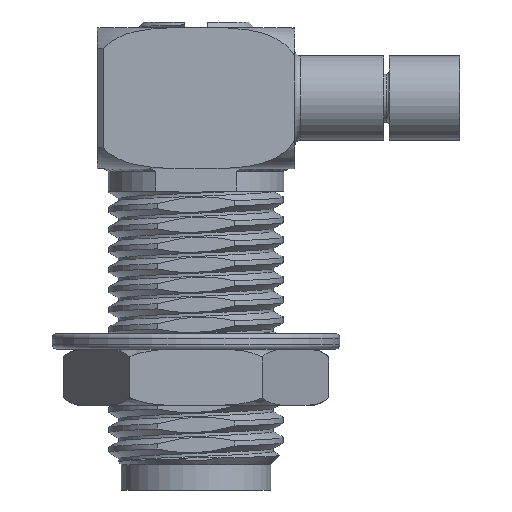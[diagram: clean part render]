
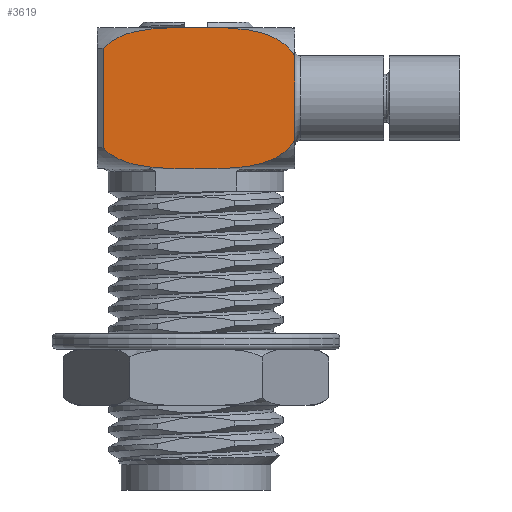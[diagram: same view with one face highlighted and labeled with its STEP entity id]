
A CAD part, left-side view. The second image highlights one B-rep face of the part: STEP entity #3619.
In plain terms, the highlighted planar face has unit normal (-1, 0, 0).
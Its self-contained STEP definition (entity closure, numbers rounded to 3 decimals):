
#126=PLANE('',#3947);
#263=B_SPLINE_CURVE_WITH_KNOTS('',3,(#18289,#18290,#18291,#18292,#18293,
#18294,#18295,#18296,#18297),.UNSPECIFIED.,.F.,.F.,(4,1,1,1,1,1,4),(0.014,
0.015,0.016,0.018,0.02,
0.02,0.021),.UNSPECIFIED.);
#267=B_SPLINE_CURVE_WITH_KNOTS('',3,(#18332,#18333,#18334,#18335,#18336,
#18337,#18338,#18339,#18340),.UNSPECIFIED.,.F.,.F.,(4,1,1,1,1,1,4),(0.014,
0.015,0.016,0.018,0.02,
0.02,0.021),.UNSPECIFIED.);
#378=LINE('',#18330,#558);
#379=LINE('',#18342,#559);
#558=VECTOR('',#4451,1000.);
#559=VECTOR('',#4454,1000.);
#1024=ORIENTED_EDGE('',*,*,#2039,.T.);
#1025=ORIENTED_EDGE('',*,*,#2040,.T.);
#1026=ORIENTED_EDGE('',*,*,#2031,.F.);
#1027=ORIENTED_EDGE('',*,*,#2038,.T.);
#2031=EDGE_CURVE('',#2526,#2527,#263,.T.);
#2038=EDGE_CURVE('',#2526,#2531,#378,.T.);
#2039=EDGE_CURVE('',#2531,#2532,#267,.T.);
#2040=EDGE_CURVE('',#2532,#2527,#379,.T.);
#2526=VERTEX_POINT('',#18288);
#2527=VERTEX_POINT('',#18298);
#2531=VERTEX_POINT('',#18329);
#2532=VERTEX_POINT('',#18341);
#2905=EDGE_LOOP('',(#1024,#1025,#1026,#1027));
#3226=FACE_BOUND('',#2905,.T.);
#3619=ADVANCED_FACE('',(#3226),#126,.F.);
#3947=AXIS2_PLACEMENT_3D('',#18331,#4452,#4453);
#4451=DIRECTION('',(0.,0.,1.));
#4452=DIRECTION('',(1.,0.,0.));
#4453=DIRECTION('',(0.,1.,0.));
#4454=DIRECTION('',(0.,0.,-1.));
#18288=CARTESIAN_POINT('',(-3.5,-3.5,-4.001));
#18289=CARTESIAN_POINT('',(-3.5,-3.5,-4.001));
#18290=CARTESIAN_POINT('',(-3.5,-3.345,-4.263));
#18291=CARTESIAN_POINT('',(-3.5,-2.863,-4.67));
#18292=CARTESIAN_POINT('',(-3.5,-1.685,-5.013));
#18293=CARTESIAN_POINT('',(-3.5,-0.177,-4.987));
#18294=CARTESIAN_POINT('',(-3.5,1.351,-5.023));
#18295=CARTESIAN_POINT('',(-3.5,2.548,-4.797));
#18296=CARTESIAN_POINT('',(-3.5,3.091,-4.483));
#18297=CARTESIAN_POINT('',(-3.5,3.3,-4.263));
#18298=CARTESIAN_POINT('',(-3.5,3.3,-4.263));
#18329=CARTESIAN_POINT('',(-3.5,-3.5,-0.999));
#18330=CARTESIAN_POINT('',(-3.5,-3.5,-5.));
#18331=CARTESIAN_POINT('',(-3.5,-3.5,-5.));
#18332=CARTESIAN_POINT('',(-3.5,-3.5,-0.999));
#18333=CARTESIAN_POINT('',(-3.5,-3.345,-0.737));
#18334=CARTESIAN_POINT('',(-3.5,-2.863,-0.33));
#18335=CARTESIAN_POINT('',(-3.5,-1.685,0.013));
#18336=CARTESIAN_POINT('',(-3.5,-0.177,-0.013));
#18337=CARTESIAN_POINT('',(-3.5,1.351,0.023));
#18338=CARTESIAN_POINT('',(-3.5,2.548,-0.203));
#18339=CARTESIAN_POINT('',(-3.5,3.091,-0.517));
#18340=CARTESIAN_POINT('',(-3.5,3.3,-0.737));
#18341=CARTESIAN_POINT('',(-3.5,3.3,-0.737));
#18342=CARTESIAN_POINT('',(-3.5,3.3,-5.));
